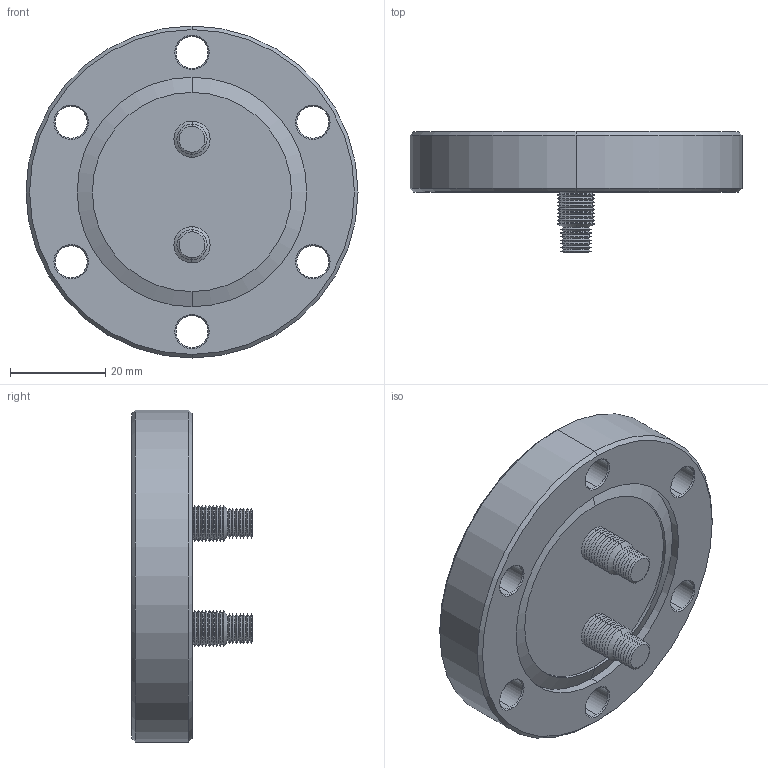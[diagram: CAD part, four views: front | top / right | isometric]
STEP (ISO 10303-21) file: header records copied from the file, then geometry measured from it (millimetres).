
FILE_DESCRIPTION (( 'STEP AP203' ), '1' );
FILE_NAME ('A12377-2-CF.STEP', '2019-07-22T19:27:43', ( '' ), ( '' ), 'SwSTEP 2.0', 'SolidWorks 2019', '' );
FILE_SCHEMA (( 'CONFIG_CONTROL_DESIGN' ));
Length unit declared in the file: inch
Products named in the file (1): A12377-2-CF
Bounding box: 69.85 x 25.39 x 69.85 mm (x, y, z)
Volume: 36935 mm3; surface area: 14070.3 mm2
Topology: 1 solids, 1 shells, 260 faces, 530 edges, 280 vertices
Faces by surface type: cone 226, cylinder 24, plane 10
Entity records: 6757 total; most frequent: DIRECTION 1332, CARTESIAN_POINT 1071, ORIENTED_EDGE 1060, AXIS2_PLACEMENT_3D 541, EDGE_CURVE 530, EDGE_LOOP 280, VERTEX_POINT 280, CIRCLE 280
